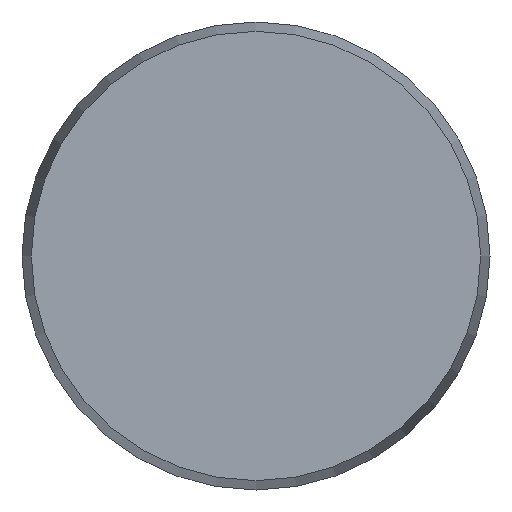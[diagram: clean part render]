
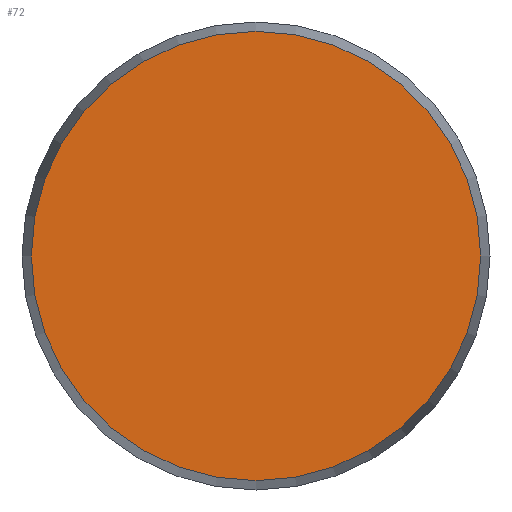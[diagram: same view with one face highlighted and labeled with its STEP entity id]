
A CAD part, front view. The second image highlights one B-rep face of the part: STEP entity #72.
In plain terms, the highlighted planar face has unit normal (0, -1, 0).
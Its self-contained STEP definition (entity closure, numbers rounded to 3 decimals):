
#72 = ADVANCED_FACE( '', ( #174 ), #175, .F. );
#174 = FACE_OUTER_BOUND( '', #315, .T. );
#175 = PLANE( '', #316 );
#315 = EDGE_LOOP( '', ( #465 ) );
#316 = AXIS2_PLACEMENT_3D( '', #466, #467, #468 );
#465 = ORIENTED_EDGE( '', *, *, #758, .T. );
#466 = CARTESIAN_POINT( '', ( 24., 0., 0. ) );
#467 = DIRECTION( '', ( 0., 1., 0. ) );
#468 = DIRECTION( '', ( 0., 0., 1. ) );
#758 = EDGE_CURVE( '', #881, #881, #882, .T. );
#881 = VERTEX_POINT( '', #1074 );
#882 = CIRCLE( '', #1075, 24. );
#1074 = CARTESIAN_POINT( '', ( 0., 0., -24. ) );
#1075 = AXIS2_PLACEMENT_3D( '', #1361, #1362, #1363 );
#1361 = CARTESIAN_POINT( '', ( 0., 0., 0. ) );
#1362 = DIRECTION( '', ( 0., -1., 0. ) );
#1363 = DIRECTION( '', ( 0., 0., -1. ) );
